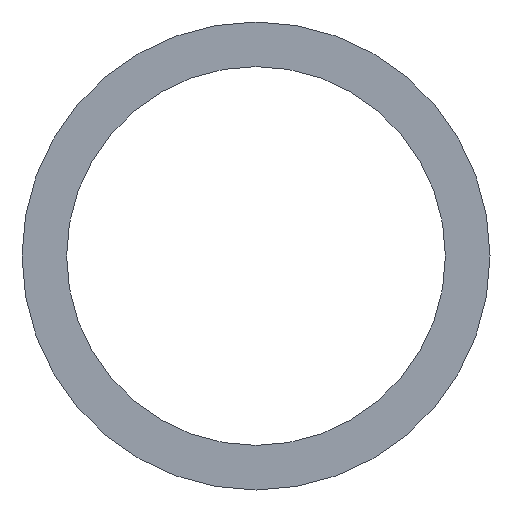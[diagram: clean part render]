
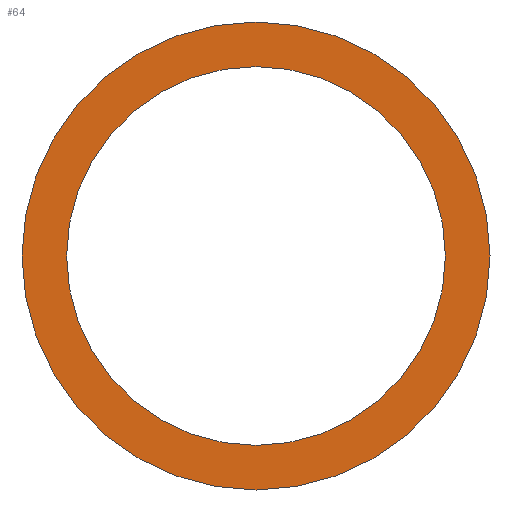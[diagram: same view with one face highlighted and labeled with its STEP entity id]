
A CAD part, front view. The second image highlights one B-rep face of the part: STEP entity #64.
In plain terms, the highlighted planar face has unit normal (0, -1, 0).
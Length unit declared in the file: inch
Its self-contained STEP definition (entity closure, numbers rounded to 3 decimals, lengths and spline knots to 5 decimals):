
#3 = FACE_OUTER_BOUND ( 'NONE', #128, .T. ) ;
#6 = AXIS2_PLACEMENT_3D ( 'NONE', #32, #55, #98 ) ;
#9 = AXIS2_PLACEMENT_3D ( 'NONE', #24, #71, #17 ) ;
#13 = CARTESIAN_POINT ( 'NONE',  ( 0., -5., 0. ) ) ;
#16 = CARTESIAN_POINT ( 'NONE',  ( 0., -5., 0.425 ) ) ;
#17 = DIRECTION ( 'NONE',  ( 0., 0., 1. ) ) ;
#21 = ORIENTED_EDGE ( 'NONE', *, *, #46, .F. ) ;
#24 = CARTESIAN_POINT ( 'NONE',  ( 0., -5., 0. ) ) ;
#28 = PLANE ( 'NONE',  #9 ) ;
#32 = CARTESIAN_POINT ( 'NONE',  ( 0., -5., 0. ) ) ;
#38 = FACE_BOUND ( 'NONE', #88, .T. ) ;
#46 = EDGE_CURVE ( 'NONE', #50, #50, #68, .T. ) ;
#48 = EDGE_CURVE ( 'NONE', #70, #70, #95, .T. ) ;
#50 = VERTEX_POINT ( 'NONE', #122 ) ;
#55 = DIRECTION ( 'NONE',  ( 0., 1., 0. ) ) ;
#57 = AXIS2_PLACEMENT_3D ( 'NONE', #13, #119, #90 ) ;
#64 = ADVANCED_FACE ( 'NONE', ( #3, #38 ), #28, .F. ) ;
#68 = CIRCLE ( 'NONE', #57, 0.525 ) ;
#70 = VERTEX_POINT ( 'NONE', #16 ) ;
#71 = DIRECTION ( 'NONE',  ( 0., 1., 0. ) ) ;
#88 = EDGE_LOOP ( 'NONE', ( #101 ) ) ;
#90 = DIRECTION ( 'NONE',  ( 0., 0., 1. ) ) ;
#95 = CIRCLE ( 'NONE', #6, 0.425 ) ;
#98 = DIRECTION ( 'NONE',  ( 0., 0., 1. ) ) ;
#101 = ORIENTED_EDGE ( 'NONE', *, *, #48, .T. ) ;
#119 = DIRECTION ( 'NONE',  ( 0., 1., 0. ) ) ;
#122 = CARTESIAN_POINT ( 'NONE',  ( 0., -5., 0.525 ) ) ;
#128 = EDGE_LOOP ( 'NONE', ( #21 ) ) ;
